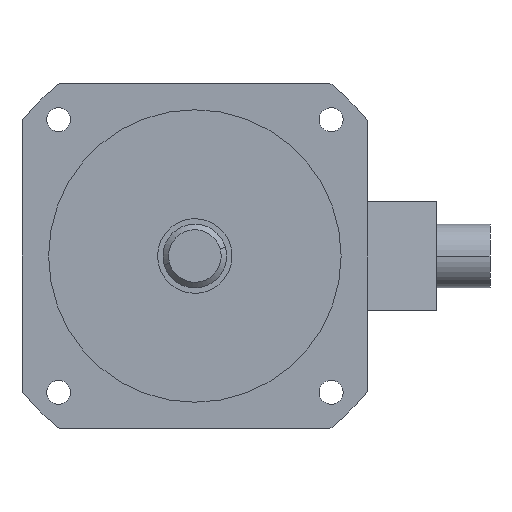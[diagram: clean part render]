
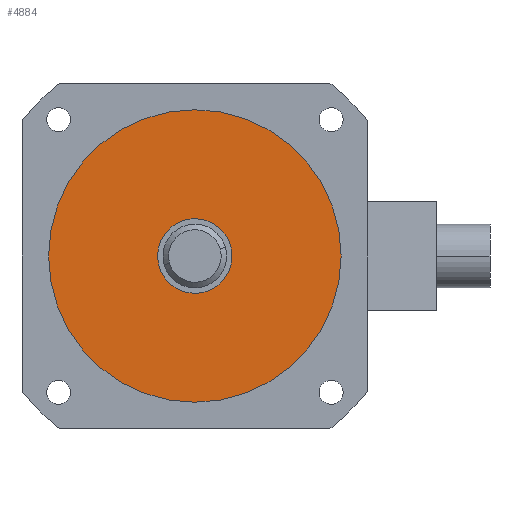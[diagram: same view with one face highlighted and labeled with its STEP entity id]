
A CAD part, left-side view. The second image highlights one B-rep face of the part: STEP entity #4884.
In plain terms, the highlighted planar face has unit normal (-1, 0, 0).
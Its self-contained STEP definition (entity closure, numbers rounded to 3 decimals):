
#37 = VERTEX_POINT ( 'NONE', #963 ) ;
#151 = EDGE_CURVE ( 'NONE', #4906, #272, #1354, .T. ) ;
#251 = EDGE_LOOP ( 'NONE', ( #4526, #4576 ) ) ;
#272 = VERTEX_POINT ( 'NONE', #2118 ) ;
#538 = VERTEX_POINT ( 'NONE', #3471 ) ;
#769 = EDGE_LOOP ( 'NONE', ( #4968, #4474 ) ) ;
#963 = CARTESIAN_POINT ( 'NONE',  ( -3., -12., 0. ) ) ;
#1354 = CIRCLE ( 'NONE', #1355, 55. ) ;
#1355 = AXIS2_PLACEMENT_3D ( 'NONE', #1356, #1357, #1358 ) ;
#1356 = CARTESIAN_POINT ( 'NONE',  ( -3., 0., 0. ) ) ;
#1357 = DIRECTION ( 'NONE',  ( -1., 0., 0. ) ) ;
#1358 = DIRECTION ( 'NONE',  ( 0., -1., 0. ) ) ;
#2118 = CARTESIAN_POINT ( 'NONE',  ( -3., 55., 0. ) ) ;
#2146 = CIRCLE ( 'NONE', #2147, 55. ) ;
#2147 = AXIS2_PLACEMENT_3D ( 'NONE', #2148, #2149, #2150 ) ;
#2148 = CARTESIAN_POINT ( 'NONE',  ( -3., 0., 0. ) ) ;
#2149 = DIRECTION ( 'NONE',  ( -1., 0., 0. ) ) ;
#2150 = DIRECTION ( 'NONE',  ( 0., -1., 0. ) ) ;
#3256 = CIRCLE ( 'NONE', #3257, 12. ) ;
#3257 = AXIS2_PLACEMENT_3D ( 'NONE', #3258, #3259, #3260 ) ;
#3258 = CARTESIAN_POINT ( 'NONE',  ( -3., 0., 0. ) ) ;
#3259 = DIRECTION ( 'NONE',  ( -1., 0., 0. ) ) ;
#3260 = DIRECTION ( 'NONE',  ( 0., -1., 0. ) ) ;
#3471 = CARTESIAN_POINT ( 'NONE',  ( -3., 12., 0. ) ) ;
#3578 = CIRCLE ( 'NONE', #3579, 12. ) ;
#3579 = AXIS2_PLACEMENT_3D ( 'NONE', #3580, #3581, #3582 ) ;
#3580 = CARTESIAN_POINT ( 'NONE',  ( -3., 0., 0. ) ) ;
#3581 = DIRECTION ( 'NONE',  ( -1., 0., 0. ) ) ;
#3582 = DIRECTION ( 'NONE',  ( 0., -1., 0. ) ) ;
#3663 = FACE_BOUND ( 'NONE', #769, .T. ) ;
#3664 = FACE_OUTER_BOUND ( 'NONE', #251, .T. ) ;
#3665 = PLANE ( 'NONE',  #3666 ) ;
#3666 = AXIS2_PLACEMENT_3D ( 'NONE', #3667, #3668, #3669 ) ;
#3667 = CARTESIAN_POINT ( 'NONE',  ( -3., 12., 0. ) ) ;
#3668 = DIRECTION ( 'NONE',  ( 1., 0., 0. ) ) ;
#3669 = DIRECTION ( 'NONE',  ( 0., 1., 0. ) ) ;
#3774 = CARTESIAN_POINT ( 'NONE',  ( -3., -55., 0. ) ) ;
#4474 = ORIENTED_EDGE ( 'NONE', *, *, #4779, .F. ) ;
#4526 = ORIENTED_EDGE ( 'NONE', *, *, #151, .T. ) ;
#4576 = ORIENTED_EDGE ( 'NONE', *, *, #4603, .T. ) ;
#4603 = EDGE_CURVE ( 'NONE', #272, #4906, #2146, .T. ) ;
#4779 = EDGE_CURVE ( 'NONE', #538, #37, #3256, .T. ) ;
#4861 = EDGE_CURVE ( 'NONE', #37, #538, #3578, .T. ) ;
#4884 = ADVANCED_FACE ( 'NONE', ( #3663, #3664 ), #3665, .F. ) ;
#4906 = VERTEX_POINT ( 'NONE', #3774 ) ;
#4968 = ORIENTED_EDGE ( 'NONE', *, *, #4861, .F. ) ;
